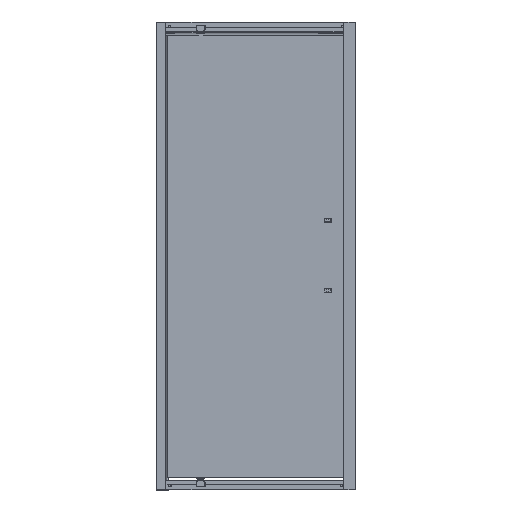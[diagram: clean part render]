
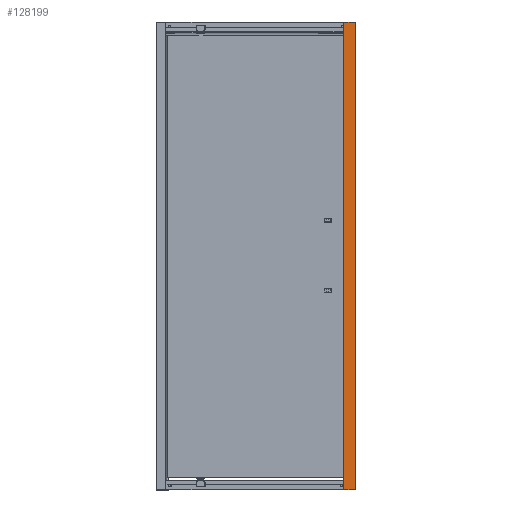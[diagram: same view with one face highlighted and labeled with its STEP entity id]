
A CAD part, top view. The second image highlights one B-rep face of the part: STEP entity #128199.
In plain terms, the highlighted planar face has unit normal (0, 0, 1).
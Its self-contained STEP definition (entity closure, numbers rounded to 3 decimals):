
#9338 = CARTESIAN_POINT ( 'NONE',  ( 808.179, -1767.162, 89.4 ) ) ;
#20072 = LINE ( 'NONE', #225445, #293075 ) ;
#26194 = ORIENTED_EDGE ( 'NONE', *, *, #156165, .T. ) ;
#42191 = VERTEX_POINT ( 'NONE', #150223 ) ;
#63190 = LINE ( 'NONE', #99437, #327683 ) ;
#65634 = EDGE_CURVE ( 'NONE', #171112, #72211, #131025, .T. ) ;
#72211 = VERTEX_POINT ( 'NONE', #281792 ) ;
#79540 = EDGE_CURVE ( 'NONE', #72211, #258875, #171901, .T. ) ;
#84635 = ORIENTED_EDGE ( 'NONE', *, *, #65634, .T. ) ;
#99437 = CARTESIAN_POINT ( 'NONE',  ( 808.679, -1767.162, 89.4 ) ) ;
#115891 = DIRECTION ( 'NONE',  ( -1., 0., 0. ) ) ;
#124312 = EDGE_LOOP ( 'NONE', ( #234066, #26194, #84635, #268848 ) ) ;
#128199 = ADVANCED_FACE ( 'NONE', ( #241540 ), #145243, .T. ) ;
#131025 = LINE ( 'NONE', #9338, #151606 ) ;
#144026 = CARTESIAN_POINT ( 'NONE',  ( 859.179, 232.838, 89.4 ) ) ;
#145243 = PLANE ( 'NONE',  #194728 ) ;
#150223 = CARTESIAN_POINT ( 'NONE',  ( 808.679, 232.838, 89.4 ) ) ;
#151606 = VECTOR ( 'NONE', #191762, 1000. ) ;
#156165 = EDGE_CURVE ( 'NONE', #42191, #171112, #63190, .T. ) ;
#167654 = VECTOR ( 'NONE', #262837, 1000. ) ;
#171112 = VERTEX_POINT ( 'NONE', #259610 ) ;
#171901 = LINE ( 'NONE', #315925, #167654 ) ;
#176314 = DIRECTION ( 'NONE',  ( 0., -1., 0. ) ) ;
#191762 = DIRECTION ( 'NONE',  ( 1., 0., 0. ) ) ;
#194728 = AXIS2_PLACEMENT_3D ( 'NONE', #258462, #231659, #176314 ) ;
#225445 = CARTESIAN_POINT ( 'NONE',  ( 808.179, 232.838, 89.4 ) ) ;
#231659 = DIRECTION ( 'NONE',  ( 0., 0., 1. ) ) ;
#234066 = ORIENTED_EDGE ( 'NONE', *, *, #311966, .T. ) ;
#241540 = FACE_OUTER_BOUND ( 'NONE', #124312, .T. ) ;
#258462 = CARTESIAN_POINT ( 'NONE',  ( 808.179, -1767.162, 89.4 ) ) ;
#258875 = VERTEX_POINT ( 'NONE', #144026 ) ;
#259610 = CARTESIAN_POINT ( 'NONE',  ( 808.679, -1767.162, 89.4 ) ) ;
#262837 = DIRECTION ( 'NONE',  ( 0., 1., 0. ) ) ;
#268848 = ORIENTED_EDGE ( 'NONE', *, *, #79540, .T. ) ;
#281792 = CARTESIAN_POINT ( 'NONE',  ( 859.179, -1767.162, 89.4 ) ) ;
#293075 = VECTOR ( 'NONE', #115891, 1000. ) ;
#308746 = DIRECTION ( 'NONE',  ( 0., -1., 0. ) ) ;
#311966 = EDGE_CURVE ( 'NONE', #258875, #42191, #20072, .T. ) ;
#315925 = CARTESIAN_POINT ( 'NONE',  ( 859.179, -1767.162, 89.4 ) ) ;
#327683 = VECTOR ( 'NONE', #308746, 1000. ) ;
